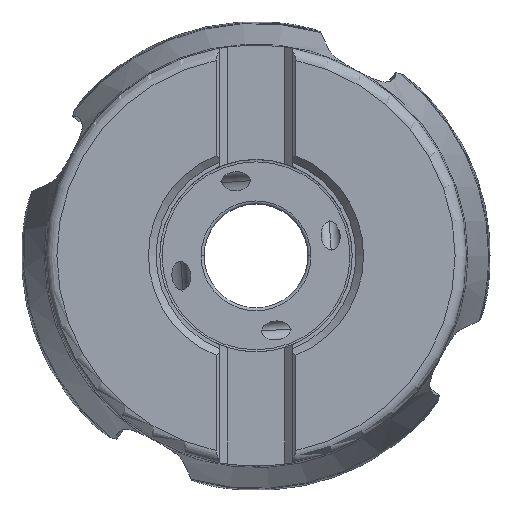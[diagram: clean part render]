
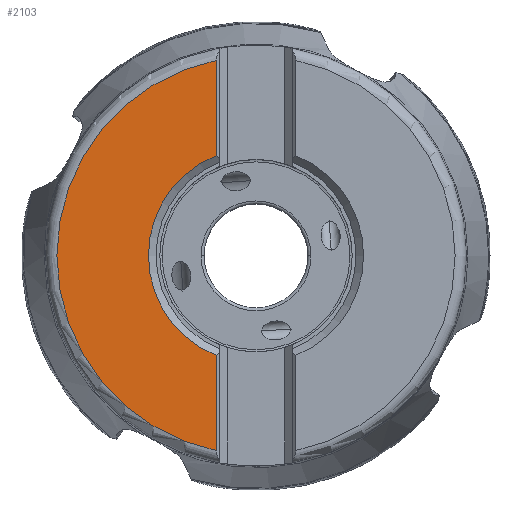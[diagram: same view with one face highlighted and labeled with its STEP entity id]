
A CAD part, top view. The second image highlights one B-rep face of the part: STEP entity #2103.
In plain terms, the highlighted planar face has unit normal (0, 0, 1).
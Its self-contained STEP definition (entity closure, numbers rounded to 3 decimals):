
#298=LINE('',#32086,#656);
#320=LINE('',#32259,#678);
#656=VECTOR('',#12257,1.);
#678=VECTOR('',#12343,1.);
#1563=FACE_OUTER_BOUND('',#2849,.T.);
#2103=ADVANCED_FACE('',(#1563),#2449,.T.);
#2449=PLANE('',#10592);
#2849=EDGE_LOOP('',(#5591,#5592,#5593,#5594));
#5591=ORIENTED_EDGE('',*,*,#8878,.F.);
#5592=ORIENTED_EDGE('',*,*,#8933,.T.);
#5593=ORIENTED_EDGE('',*,*,#8931,.F.);
#5594=ORIENTED_EDGE('',*,*,#8880,.F.);
#7567=VERTEX_POINT('',#32072);
#7568=VERTEX_POINT('',#32074);
#7569=VERTEX_POINT('',#32087);
#7603=VERTEX_POINT('',#32251);
#8878=EDGE_CURVE('',#7567,#7568,#9632,.T.);
#8880=EDGE_CURVE('',#7568,#7569,#298,.T.);
#8931=EDGE_CURVE('',#7569,#7603,#9649,.T.);
#8933=EDGE_CURVE('',#7567,#7603,#320,.T.);
#9632=CIRCLE('',#10557,26.282);
#9649=CIRCLE('',#10589,14.2);
#10557=AXIS2_PLACEMENT_3D('',#32073,#12253,#12254);
#10589=AXIS2_PLACEMENT_3D('',#32250,#12339,#12340);
#10592=AXIS2_PLACEMENT_3D('',#32261,#12346,#12347);
#12253=DIRECTION('',(0.,0.,-1.));
#12254=DIRECTION('',(-0.2,-0.98,0.));
#12257=DIRECTION('',(0.,-1.,0.));
#12339=DIRECTION('',(0.,0.,1.));
#12340=DIRECTION('',(-0.371,0.929,0.));
#12343=DIRECTION('',(0.,1.,0.));
#12346=DIRECTION('',(0.,0.,1.));
#12347=DIRECTION('',(-1.,0.,0.));
#32072=CARTESIAN_POINT('',(-5.262,-25.749,0.));
#32073=CARTESIAN_POINT('',(0.,0.,0.));
#32074=CARTESIAN_POINT('',(-5.263,25.749,0.));
#32086=CARTESIAN_POINT('',(-5.263,25.749,0.));
#32087=CARTESIAN_POINT('',(-5.263,13.189,0.));
#32250=CARTESIAN_POINT('',(0.,0.,0.));
#32251=CARTESIAN_POINT('',(-5.263,-13.189,0.));
#32259=CARTESIAN_POINT('',(-5.262,-25.749,0.));
#32261=CARTESIAN_POINT('',(-15.773,0.,0.));
